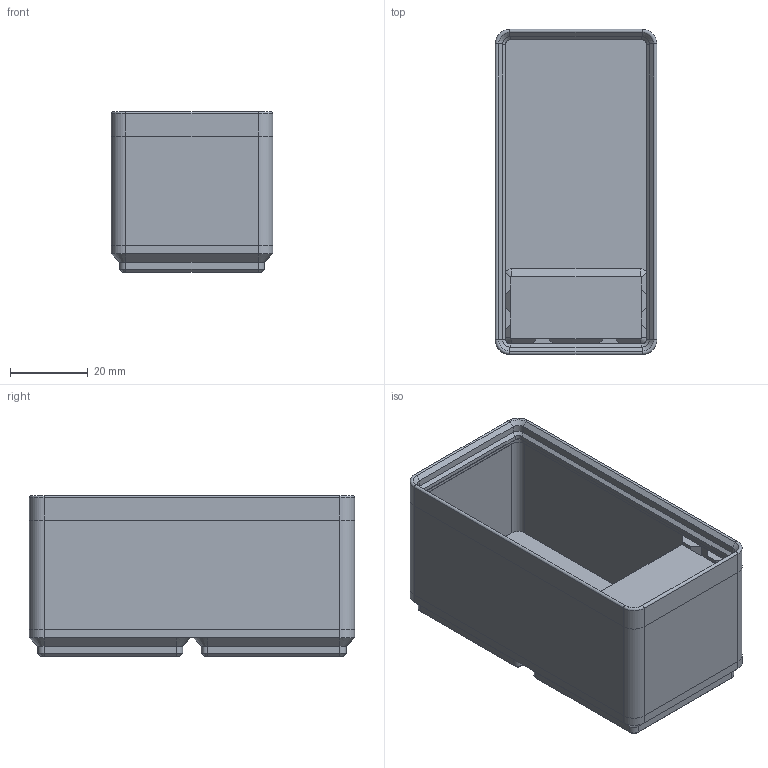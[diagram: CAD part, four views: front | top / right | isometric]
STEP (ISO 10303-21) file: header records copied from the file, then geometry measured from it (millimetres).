
FILE_DESCRIPTION(('STEP AP242'), '1');
FILE_NAME('assemblyGridfinityBin1X2', '', ('UNSPECIFIED'), ('UNSPECIFIED'), 'C3D Converter', 'C3D Toolkit', '');
FILE_SCHEMA(('AP242_MANAGED_MODEL_BASED_3D_ENGINEERING_MIM_LF { 1 0 10303 442 1 1 4 }'));
Length unit declared in the file: millimetre
Assembly tree (6 placements, depth 2):
  (unnamed)
    (unnamed)  x2
    (unnamed)
    (unnamed)
    (unnamed)
    (unnamed)
Bounding box: 41.5 x 83.5 x 41.29 mm (x, y, z)
Volume: 39376.4 mm3; surface area: 35023.4 mm2
Topology: 6 solids, 6 shells, 213 faces, 494 edges, 292 vertices
Faces by surface type: plane 137, cylinder 40, cone 32, torus 4
Entity records: 5550 total; most frequent: DIRECTION 922, CARTESIAN_POINT 892, ORIENTED_EDGE 876, EDGE_CURVE 438, LINE 342, VECTOR 342, AXIS2_PLACEMENT_3D 290, VERTEX_POINT 260
